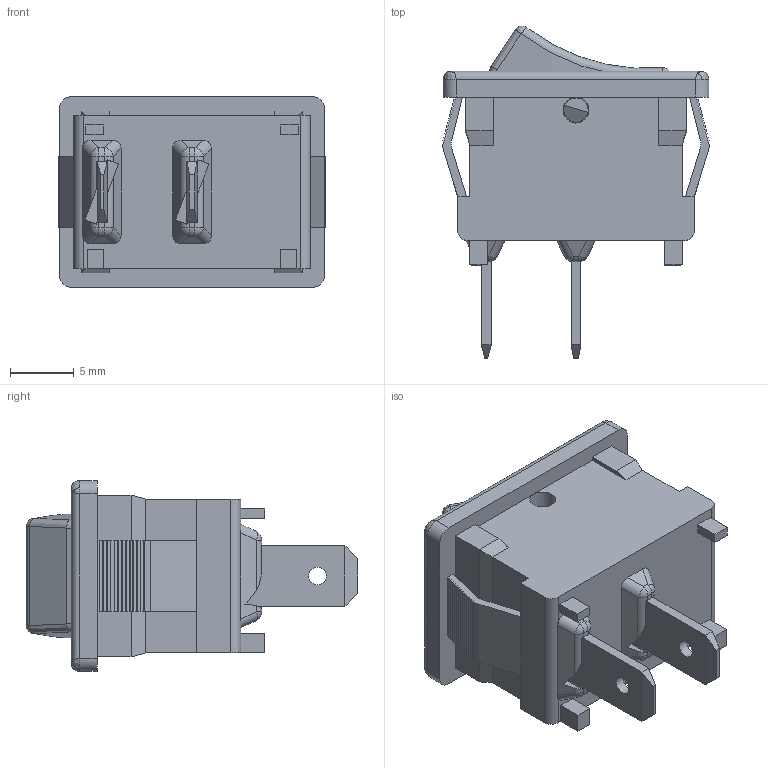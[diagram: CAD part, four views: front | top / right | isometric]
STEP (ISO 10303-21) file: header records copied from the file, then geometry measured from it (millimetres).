
FILE_DESCRIPTION(/* description */ ('STEP AP214'),/* implementation_level */ '2;1');
FILE_NAME(/* name */ 'D102J12S215PQA',/* time_stamp */ '2024-07-17T07:57:06+02:00',/* author */ ('License CC BY-ND 4.0'),/* organization */ ('CADENAS'),/* preprocessor_version */ 'ST-DEVELOPER v19.3',/* originating_system */ 'PARTsolutions',/* authorisation */ ' ');
FILE_SCHEMA (('AUTOMOTIVE_DESIGN {1 0 10303 214 3 1 1}'));
Length unit declared in the file: inch
Products named in the file (2): D102J12S215PQA; D102J12S215PQA_PART1
Assembly tree (1 placements, depth 2):
  D102J12S215PQA
    D102J12S215PQA_PART1
Bounding box: 20.91 x 26.03 x 14.96 mm (x, y, z)
Volume: 2073.5 mm3; surface area: 3846.9 mm2
Topology: 1 solids, 1 shells, 476 faces, 1334 edges, 850 vertices
Faces by surface type: plane 329, cylinder 105, bspline 26, sphere 12, torus 2, cone 2
Full cylindrical faces by diameter (mm): 1.194 x1, 1.397 x2, 1.905 x2, 2.032 x2, 2.794 x2, 3.861 x1, 5.41 x1
Entity records: 16261 total; most frequent: CARTESIAN_POINT 4186, ORIENTED_EDGE 2638, DIRECTION 2331, EDGE_CURVE 1319, LINE 979, VECTOR 979, VERTEX_POINT 847, AXIS2_PLACEMENT_3D 676
